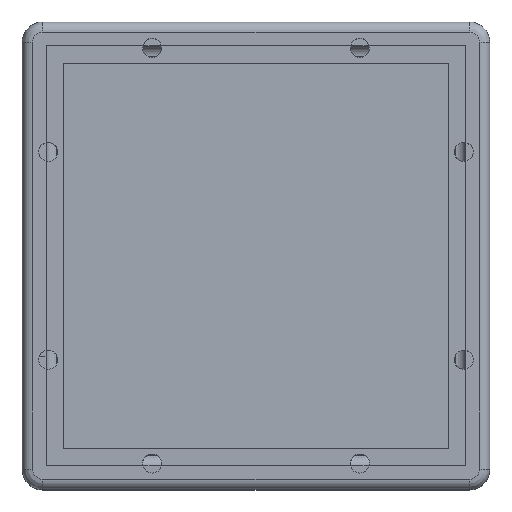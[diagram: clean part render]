
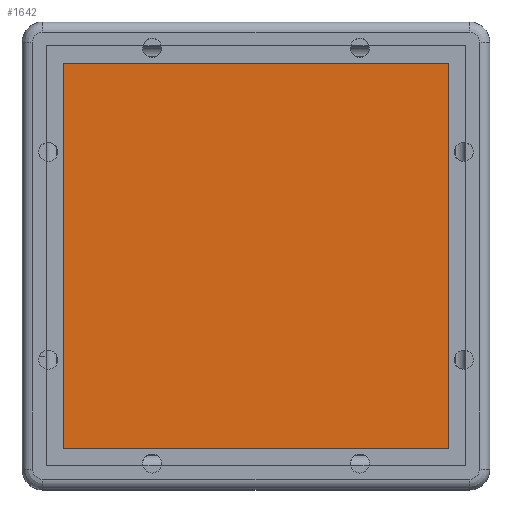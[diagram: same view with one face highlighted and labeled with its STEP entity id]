
A CAD part, top view. The second image highlights one B-rep face of the part: STEP entity #1642.
In plain terms, the highlighted planar face has unit normal (0, 0, 1).
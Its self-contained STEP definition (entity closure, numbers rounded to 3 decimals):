
#112=PLANE('',#1772);
#192=FACE_OUTER_BOUND('',#282,.T.);
#282=EDGE_LOOP('',(#1273,#1274,#1275,#1276));
#409=LINE('',#2585,#571);
#411=LINE('',#2593,#573);
#413=LINE('',#2599,#575);
#416=LINE('',#2605,#578);
#571=VECTOR('',#2053,10.);
#573=VECTOR('',#2061,10.);
#575=VECTOR('',#2067,10.);
#578=VECTOR('',#2074,10.);
#743=VERTEX_POINT('',#2583);
#744=VERTEX_POINT('',#2584);
#747=VERTEX_POINT('',#2592);
#749=VERTEX_POINT('',#2598);
#927=EDGE_CURVE('',#743,#744,#409,.T.);
#931=EDGE_CURVE('',#744,#747,#411,.T.);
#934=EDGE_CURVE('',#747,#749,#413,.T.);
#938=EDGE_CURVE('',#749,#743,#416,.T.);
#1273=ORIENTED_EDGE('',*,*,#927,.F.);
#1274=ORIENTED_EDGE('',*,*,#938,.F.);
#1275=ORIENTED_EDGE('',*,*,#934,.F.);
#1276=ORIENTED_EDGE('',*,*,#931,.F.);
#1642=ADVANCED_FACE('',(#192),#112,.F.);
#1772=AXIS2_PLACEMENT_3D('',#2648,#2100,#2101);
#2053=DIRECTION('',(-1.,0.,0.));
#2061=DIRECTION('',(0.,1.,0.));
#2067=DIRECTION('',(1.,0.,0.));
#2074=DIRECTION('',(0.,-1.,0.));
#2100=DIRECTION('center_axis',(0.,0.,-1.));
#2101=DIRECTION('ref_axis',(-1.,0.,0.));
#2583=CARTESIAN_POINT('',(29.298,-29.298,-36.6));
#2584=CARTESIAN_POINT('',(-29.298,-29.298,-36.6));
#2585=CARTESIAN_POINT('',(15.399,-29.298,-36.6));
#2592=CARTESIAN_POINT('',(-29.298,29.298,-36.6));
#2593=CARTESIAN_POINT('',(-29.298,-15.399,-36.6));
#2598=CARTESIAN_POINT('',(29.298,29.298,-36.6));
#2599=CARTESIAN_POINT('',(-15.399,29.298,-36.6));
#2605=CARTESIAN_POINT('',(29.298,-8.3,-36.6));
#2648=CARTESIAN_POINT('Origin',(0.,0.,-36.6));
